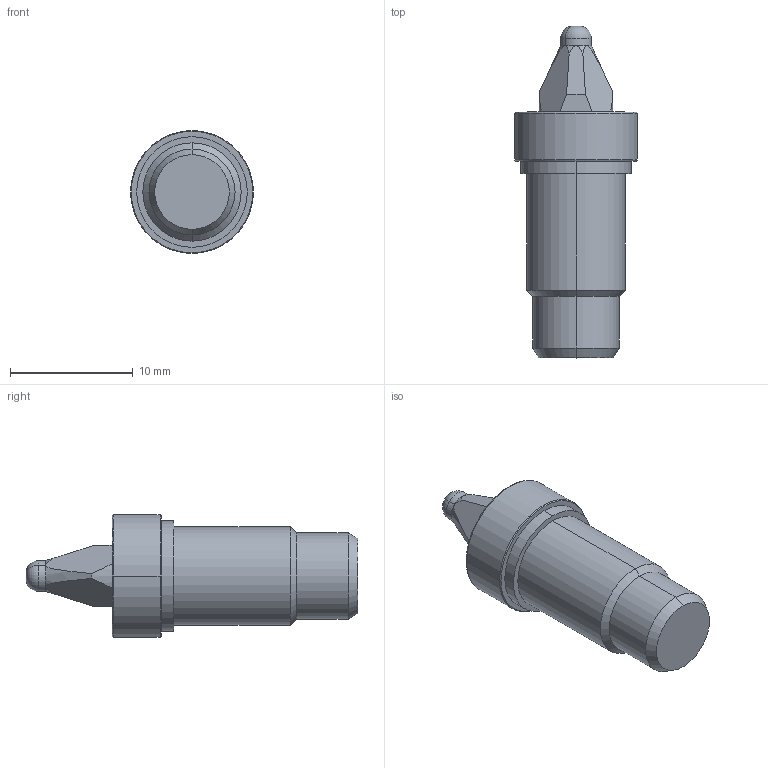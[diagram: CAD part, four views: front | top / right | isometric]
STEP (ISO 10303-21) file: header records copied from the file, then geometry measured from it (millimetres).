
FILE_DESCRIPTION (( 'STEP AP214' ), '1' );
FILE_NAME ('25217~2.STEP', '2018-07-19T06:54:22', ( '' ), ( '' ), 'SwSTEP 2.0', 'SolidWorks 2018', '' );
FILE_SCHEMA (( 'AUTOMOTIVE_DESIGN' ));
Length unit declared in the file: millimetre
Products named in the file (1): 25217~2
Bounding box: 10 x 27 x 10 mm (x, y, z)
Volume: 1151.5 mm3; surface area: 720.8 mm2
Topology: 1 solids, 1 shells, 42 faces, 90 edges, 54 vertices
Faces by surface type: cone 14, plane 14, cylinder 12, torus 2
Entity records: 1495 total; most frequent: CARTESIAN_POINT 323, DIRECTION 200, ORIENTED_EDGE 180, EDGE_CURVE 90, AXIS2_PLACEMENT_3D 83, VERTEX_POINT 54, EDGE_LOOP 46, ADVANCED_FACE 42
